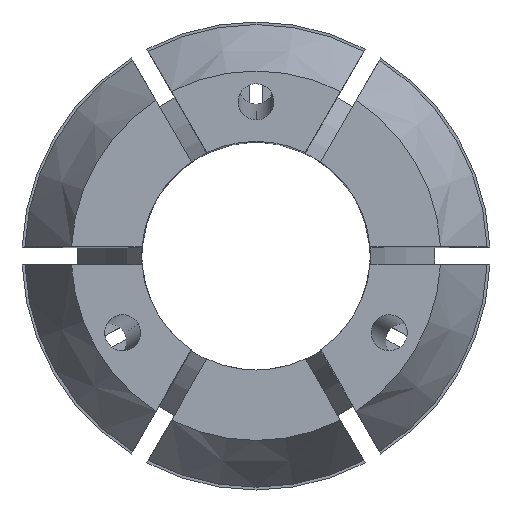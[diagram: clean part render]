
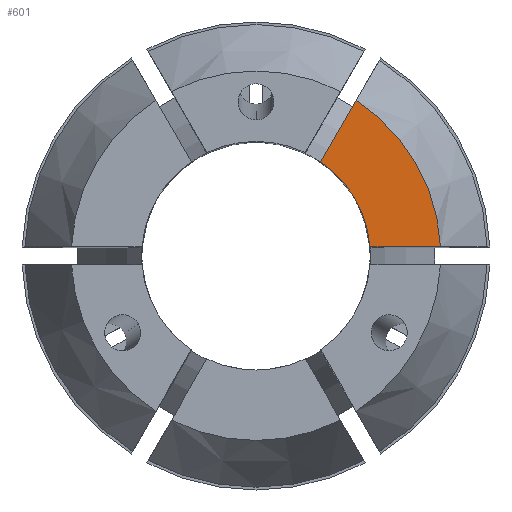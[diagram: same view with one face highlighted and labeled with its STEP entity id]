
A CAD part, top view. The second image highlights one B-rep face of the part: STEP entity #601.
In plain terms, the highlighted planar face has unit normal (0, 0, 1).
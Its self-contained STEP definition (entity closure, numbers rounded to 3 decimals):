
#101 = CIRCLE ( 'NONE', #811, 6.35 ) ;
#162 = EDGE_CURVE ( 'NONE', #2875, #3070, #101, .T. ) ;
#363 = EDGE_CURVE ( 'NONE', #2187, #2875, #1886, .T. ) ;
#601 = ADVANCED_FACE ( 'NONE', ( #2112 ), #2370, .T. ) ;
#682 = DIRECTION ( 'NONE',  ( 0., 0., 1. ) ) ;
#687 = EDGE_CURVE ( 'NONE', #3642, #2187, #3559, .T. ) ;
#724 = VECTOR ( 'NONE', #2872, 1000. ) ;
#811 = AXIS2_PLACEMENT_3D ( 'NONE', #1409, #2223, #1381 ) ;
#1381 = DIRECTION ( 'NONE',  ( 1., 0., 0. ) ) ;
#1384 = CARTESIAN_POINT ( 'NONE',  ( 0., 0., 34. ) ) ;
#1409 = CARTESIAN_POINT ( 'NONE',  ( 0., 0., 34. ) ) ;
#1474 = CARTESIAN_POINT ( 'NONE',  ( 4.877, 7.447, 34. ) ) ;
#1560 = CARTESIAN_POINT ( 'NONE',  ( 5.558, 8.627, 34. ) ) ;
#1838 = AXIS2_PLACEMENT_3D ( 'NONE', #1384, #2233, #3135 ) ;
#1886 = LINE ( 'NONE', #3592, #3345 ) ;
#2112 = FACE_OUTER_BOUND ( 'NONE', #2826, .T. ) ;
#2150 = ORIENTED_EDGE ( 'NONE', *, *, #363, .F. ) ;
#2187 = VERTEX_POINT ( 'NONE', #2710 ) ;
#2223 = DIRECTION ( 'NONE',  ( 0., 0., 1. ) ) ;
#2233 = DIRECTION ( 'NONE',  ( 0., 0., -1. ) ) ;
#2346 = ORIENTED_EDGE ( 'NONE', *, *, #162, .F. ) ;
#2370 = PLANE ( 'NONE',  #3457 ) ;
#2392 = ORIENTED_EDGE ( 'NONE', *, *, #687, .F. ) ;
#2506 = EDGE_CURVE ( 'NONE', #3642, #3070, #3178, .T. ) ;
#2710 = CARTESIAN_POINT ( 'NONE',  ( 10.251, 0.5, 34. ) ) ;
#2826 = EDGE_LOOP ( 'NONE', ( #2392, #3544, #2346, #2150 ) ) ;
#2872 = DIRECTION ( 'NONE',  ( -0.5, -0.866, 0. ) ) ;
#2875 = VERTEX_POINT ( 'NONE', #3557 ) ;
#2933 = DIRECTION ( 'NONE',  ( 1., 0., 0. ) ) ;
#2994 = DIRECTION ( 'NONE',  ( -1., 0., 0. ) ) ;
#3070 = VERTEX_POINT ( 'NONE', #3524 ) ;
#3135 = DIRECTION ( 'NONE',  ( -1., 0., 0. ) ) ;
#3178 = LINE ( 'NONE', #1474, #724 ) ;
#3345 = VECTOR ( 'NONE', #2994, 1000. ) ;
#3457 = AXIS2_PLACEMENT_3D ( 'NONE', #3542, #682, #2933 ) ;
#3524 = CARTESIAN_POINT ( 'NONE',  ( 3.598, 5.232, 34. ) ) ;
#3542 = CARTESIAN_POINT ( 'NONE',  ( 0., 10.263, 34. ) ) ;
#3544 = ORIENTED_EDGE ( 'NONE', *, *, #2506, .T. ) ;
#3557 = CARTESIAN_POINT ( 'NONE',  ( 6.33, 0.5, 34. ) ) ;
#3559 = CIRCLE ( 'NONE', #1838, 10.263 ) ;
#3592 = CARTESIAN_POINT ( 'NONE',  ( 0., 0.5, 34. ) ) ;
#3642 = VERTEX_POINT ( 'NONE', #1560 ) ;
